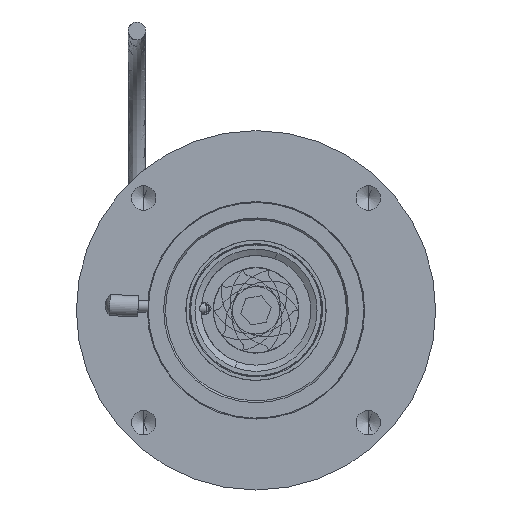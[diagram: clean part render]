
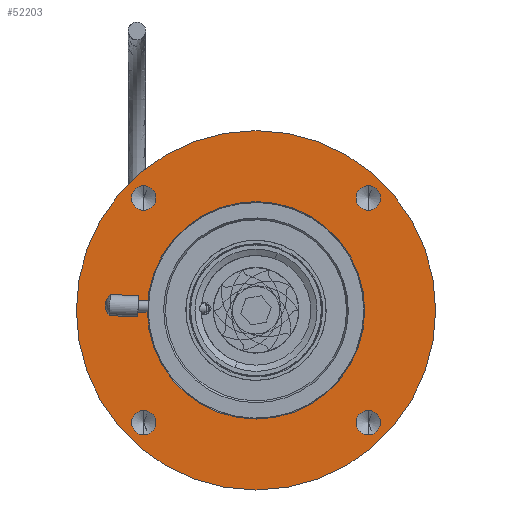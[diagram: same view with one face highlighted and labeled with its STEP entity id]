
A CAD part, left-side view. The second image highlights one B-rep face of the part: STEP entity #52203.
In plain terms, the highlighted planar face has unit normal (-1, 0, 0).
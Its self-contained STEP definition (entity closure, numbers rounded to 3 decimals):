
#887 = DIRECTION ( 'NONE',  ( 0., 0., 1. ) ) ;
#1381 = VERTEX_POINT ( 'NONE', #46927 ) ;
#1686 = DIRECTION ( 'NONE',  ( -1., 0., 0. ) ) ;
#2817 = ORIENTED_EDGE ( 'NONE', *, *, #103633, .F. ) ;
#3582 = CARTESIAN_POINT ( 'NONE',  ( 0., -15.875, 14.148 ) ) ;
#4456 = AXIS2_PLACEMENT_3D ( 'NONE', #47608, #63259, #15219 ) ;
#4505 = CARTESIAN_POINT ( 'NONE',  ( 0., 0., 25.4 ) ) ;
#5069 = CARTESIAN_POINT ( 'NONE',  ( 0., 15.367, 0. ) ) ;
#5784 = DIRECTION ( 'NONE',  ( 0., 0., 1. ) ) ;
#5911 = EDGE_CURVE ( 'NONE', #46721, #68426, #70790, .T. ) ;
#6241 = CARTESIAN_POINT ( 'NONE',  ( 0., 15.875, -15.875 ) ) ;
#6266 = CARTESIAN_POINT ( 'NONE',  ( 0., -15.875, -15.875 ) ) ;
#7323 = AXIS2_PLACEMENT_3D ( 'NONE', #6241, #63088, #14316 ) ;
#7607 = CARTESIAN_POINT ( 'NONE',  ( 0., 15.875, -14.148 ) ) ;
#7780 = EDGE_CURVE ( 'NONE', #14667, #17224, #56154, .T. ) ;
#7935 = FACE_BOUND ( 'NONE', #49096, .T. ) ;
#8237 = EDGE_CURVE ( 'NONE', #47427, #33910, #101935, .T. ) ;
#8704 = ORIENTED_EDGE ( 'NONE', *, *, #71405, .T. ) ;
#8855 = VERTEX_POINT ( 'NONE', #103221 ) ;
#10331 = FACE_BOUND ( 'NONE', #76174, .T. ) ;
#13321 = CARTESIAN_POINT ( 'NONE',  ( 0., 0., 0. ) ) ;
#13508 = DIRECTION ( 'NONE',  ( 0., 0., -1. ) ) ;
#14316 = DIRECTION ( 'NONE',  ( 0., 0., 1. ) ) ;
#14667 = VERTEX_POINT ( 'NONE', #36598 ) ;
#15219 = DIRECTION ( 'NONE',  ( 0., 0., 1. ) ) ;
#15692 = ORIENTED_EDGE ( 'NONE', *, *, #7780, .F. ) ;
#17224 = VERTEX_POINT ( 'NONE', #3582 ) ;
#17614 = EDGE_LOOP ( 'NONE', ( #79644, #8704 ) ) ;
#17953 = FACE_BOUND ( 'NONE', #18913, .T. ) ;
#18062 = CIRCLE ( 'NONE', #65778, 15.367 ) ;
#18913 = EDGE_LOOP ( 'NONE', ( #15692, #55166 ) ) ;
#22448 = DIRECTION ( 'NONE',  ( -1., 0., 0. ) ) ;
#22603 = CIRCLE ( 'NONE', #31767, 25.4 ) ;
#24201 = ORIENTED_EDGE ( 'NONE', *, *, #5911, .F. ) ;
#24748 = CARTESIAN_POINT ( 'NONE',  ( 0., 0., 0. ) ) ;
#27988 = CIRCLE ( 'NONE', #7323, 1.727 ) ;
#31104 = DIRECTION ( 'NONE',  ( -1., 0., 0. ) ) ;
#31767 = AXIS2_PLACEMENT_3D ( 'NONE', #13321, #44652, #61721 ) ;
#32470 = AXIS2_PLACEMENT_3D ( 'NONE', #75115, #91459, #887 ) ;
#33861 = VERTEX_POINT ( 'NONE', #4505 ) ;
#33910 = VERTEX_POINT ( 'NONE', #52509 ) ;
#35452 = DIRECTION ( 'NONE',  ( 0., 0., 1. ) ) ;
#36598 = CARTESIAN_POINT ( 'NONE',  ( 0., -15.875, 17.602 ) ) ;
#41453 = ORIENTED_EDGE ( 'NONE', *, *, #73600, .F. ) ;
#42892 = CARTESIAN_POINT ( 'NONE',  ( 0., 15.875, 15.875 ) ) ;
#44060 = CIRCLE ( 'NONE', #44835, 1.727 ) ;
#44652 = DIRECTION ( 'NONE',  ( -1., 0., 0. ) ) ;
#44835 = AXIS2_PLACEMENT_3D ( 'NONE', #54451, #77177, #5784 ) ;
#45094 = CARTESIAN_POINT ( 'NONE',  ( 0., 15.875, 15.875 ) ) ;
#45548 = CARTESIAN_POINT ( 'NONE',  ( 0., 15.875, 14.148 ) ) ;
#46310 = DIRECTION ( 'NONE',  ( 0., 0., 1. ) ) ;
#46721 = VERTEX_POINT ( 'NONE', #7607 ) ;
#46748 = DIRECTION ( 'NONE',  ( 0., 0., 1. ) ) ;
#46927 = CARTESIAN_POINT ( 'NONE',  ( 0., 0., -25.4 ) ) ;
#47348 = ORIENTED_EDGE ( 'NONE', *, *, #53046, .F. ) ;
#47427 = VERTEX_POINT ( 'NONE', #99509 ) ;
#47608 = CARTESIAN_POINT ( 'NONE',  ( 0., 15.875, -15.875 ) ) ;
#49096 = EDGE_LOOP ( 'NONE', ( #74192, #67407 ) ) ;
#52203 = ADVANCED_FACE ( 'NONE', ( #17953, #81671, #10331, #7935, #87991, #101973 ), #103482, .F. ) ;
#52509 = CARTESIAN_POINT ( 'NONE',  ( 0., -15.875, -14.148 ) ) ;
#52581 = AXIS2_PLACEMENT_3D ( 'NONE', #42892, #92306, #76277 ) ;
#53046 = EDGE_CURVE ( 'NONE', #68426, #46721, #27988, .T. ) ;
#53316 = DIRECTION ( 'NONE',  ( -1., 0., 0. ) ) ;
#53867 = CIRCLE ( 'NONE', #32470, 25.4 ) ;
#54451 = CARTESIAN_POINT ( 'NONE',  ( 0., -15.875, 15.875 ) ) ;
#54712 = CARTESIAN_POINT ( 'NONE',  ( 0., 15.875, -17.602 ) ) ;
#54990 = AXIS2_PLACEMENT_3D ( 'NONE', #5069, #94611, #13508 ) ;
#55166 = ORIENTED_EDGE ( 'NONE', *, *, #78250, .F. ) ;
#56154 = CIRCLE ( 'NONE', #64500, 1.727 ) ;
#56995 = ORIENTED_EDGE ( 'NONE', *, *, #8237, .F. ) ;
#57629 = CIRCLE ( 'NONE', #52581, 1.727 ) ;
#58332 = AXIS2_PLACEMENT_3D ( 'NONE', #103563, #22448, #46310 ) ;
#58471 = EDGE_LOOP ( 'NONE', ( #70493, #2817 ) ) ;
#60612 = VERTEX_POINT ( 'NONE', #45548 ) ;
#61481 = DIRECTION ( 'NONE',  ( 0., 0., 1. ) ) ;
#61721 = DIRECTION ( 'NONE',  ( 0., 0., 1. ) ) ;
#62396 = EDGE_CURVE ( 'NONE', #8855, #60612, #86898, .T. ) ;
#62831 = AXIS2_PLACEMENT_3D ( 'NONE', #45094, #53316, #61481 ) ;
#63088 = DIRECTION ( 'NONE',  ( -1., 0., 0. ) ) ;
#63259 = DIRECTION ( 'NONE',  ( -1., 0., 0. ) ) ;
#64402 = EDGE_CURVE ( 'NONE', #80537, #74582, #18062, .T. ) ;
#64500 = AXIS2_PLACEMENT_3D ( 'NONE', #83377, #1686, #83036 ) ;
#65778 = AXIS2_PLACEMENT_3D ( 'NONE', #24748, #84167, #35452 ) ;
#67407 = ORIENTED_EDGE ( 'NONE', *, *, #76404, .F. ) ;
#68426 = VERTEX_POINT ( 'NONE', #54712 ) ;
#70493 = ORIENTED_EDGE ( 'NONE', *, *, #64402, .F. ) ;
#70790 = CIRCLE ( 'NONE', #4456, 1.727 ) ;
#71405 = EDGE_CURVE ( 'NONE', #1381, #33861, #53867, .T. ) ;
#73600 = EDGE_CURVE ( 'NONE', #33910, #47427, #105228, .T. ) ;
#74192 = ORIENTED_EDGE ( 'NONE', *, *, #62396, .F. ) ;
#74203 = AXIS2_PLACEMENT_3D ( 'NONE', #6266, #31104, #46748 ) ;
#74375 = DIRECTION ( 'NONE',  ( 0., 0., 1. ) ) ;
#74582 = VERTEX_POINT ( 'NONE', #91700 ) ;
#75115 = CARTESIAN_POINT ( 'NONE',  ( 0., 0., 0. ) ) ;
#76174 = EDGE_LOOP ( 'NONE', ( #24201, #47348 ) ) ;
#76277 = DIRECTION ( 'NONE',  ( 0., 0., 1. ) ) ;
#76404 = EDGE_CURVE ( 'NONE', #60612, #8855, #57629, .T. ) ;
#77177 = DIRECTION ( 'NONE',  ( -1., 0., 0. ) ) ;
#78250 = EDGE_CURVE ( 'NONE', #17224, #14667, #44060, .T. ) ;
#79644 = ORIENTED_EDGE ( 'NONE', *, *, #97471, .T. ) ;
#80537 = VERTEX_POINT ( 'NONE', #105019 ) ;
#81671 = FACE_BOUND ( 'NONE', #86730, .T. ) ;
#83036 = DIRECTION ( 'NONE',  ( 0., 0., 1. ) ) ;
#83377 = CARTESIAN_POINT ( 'NONE',  ( 0., -15.875, 15.875 ) ) ;
#84167 = DIRECTION ( 'NONE',  ( -1., 0., 0. ) ) ;
#86730 = EDGE_LOOP ( 'NONE', ( #41453, #56995 ) ) ;
#86898 = CIRCLE ( 'NONE', #62831, 1.727 ) ;
#87991 = FACE_BOUND ( 'NONE', #58471, .T. ) ;
#89748 = AXIS2_PLACEMENT_3D ( 'NONE', #91061, #99292, #74375 ) ;
#91061 = CARTESIAN_POINT ( 'NONE',  ( 0., -15.875, -15.875 ) ) ;
#91459 = DIRECTION ( 'NONE',  ( -1., 0., 0. ) ) ;
#91700 = CARTESIAN_POINT ( 'NONE',  ( 0., 0., -15.367 ) ) ;
#92306 = DIRECTION ( 'NONE',  ( -1., 0., 0. ) ) ;
#93005 = CIRCLE ( 'NONE', #58332, 15.367 ) ;
#94611 = DIRECTION ( 'NONE',  ( 1., 0., 0. ) ) ;
#97471 = EDGE_CURVE ( 'NONE', #33861, #1381, #22603, .T. ) ;
#99292 = DIRECTION ( 'NONE',  ( -1., 0., 0. ) ) ;
#99509 = CARTESIAN_POINT ( 'NONE',  ( 0., -15.875, -17.602 ) ) ;
#101935 = CIRCLE ( 'NONE', #89748, 1.727 ) ;
#101973 = FACE_OUTER_BOUND ( 'NONE', #17614, .T. ) ;
#103221 = CARTESIAN_POINT ( 'NONE',  ( 0., 15.875, 17.602 ) ) ;
#103482 = PLANE ( 'NONE',  #54990 ) ;
#103563 = CARTESIAN_POINT ( 'NONE',  ( 0., 0., 0. ) ) ;
#103633 = EDGE_CURVE ( 'NONE', #74582, #80537, #93005, .T. ) ;
#105019 = CARTESIAN_POINT ( 'NONE',  ( 0., 0., 15.367 ) ) ;
#105228 = CIRCLE ( 'NONE', #74203, 1.727 ) ;
